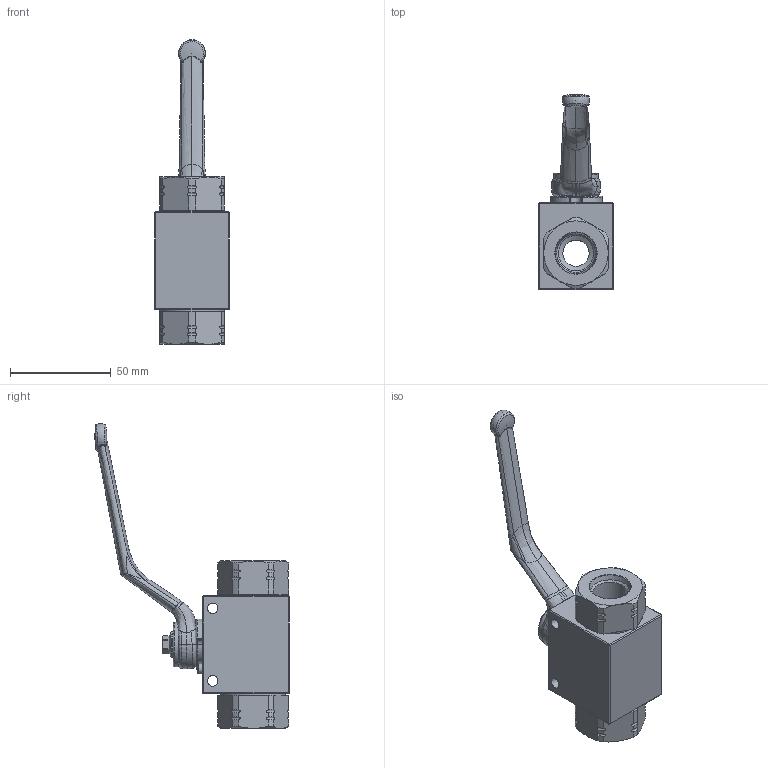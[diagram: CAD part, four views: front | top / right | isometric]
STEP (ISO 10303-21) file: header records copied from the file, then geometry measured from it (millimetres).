
FILE_DESCRIPTION(/* description */ (''),/* implementation_level */ '2;1');
FILE_NAME(/* name */ 'GE2EEE2_____F10.stp',/* time_stamp */ '2020-02-12T16:28:58+01:00',/* author */ ('francesca.patelli'),/* organization */ (''),/* preprocessor_version */ 'ST-DEVELOPER v18',/* originating_system */ 'Autodesk Inventor 2020',/* authorisation */ '');
FILE_SCHEMA (('AUTOMOTIVE_DESIGN { 1 0 10303 214 3 1 1 }'));
Length unit declared in the file: millimetre
Products named in the file (1): Parte2
Bounding box: 37 x 96.51 x 151.09 mm (x, y, z)
Volume: 87321.2 mm3; surface area: 31420.3 mm2
Topology: 3 solids, 6 shells, 407 faces, 1095 edges, 695 vertices
Faces by surface type: cylinder 115, plane 102, bspline 71, torus 58, cone 47, sphere 14
Full cylindrical faces by diameter (mm): 2.004 x1, 5 x3, 5.25 x2, 13 x3, 14 x1, 17 x1, 17.5 x2, 22 x1, 25.7 x2, 27.4 x1, 29.7 x2, 32 x2, 32.5 x2
Entity records: 33345 total; most frequent: CARTESIAN_POINT 23039, ORIENTED_EDGE 2174, DIRECTION 1966, EDGE_CURVE 1087, AXIS2_PLACEMENT_3D 804, VERTEX_POINT 695, CIRCLE 454, EDGE_LOOP 432
